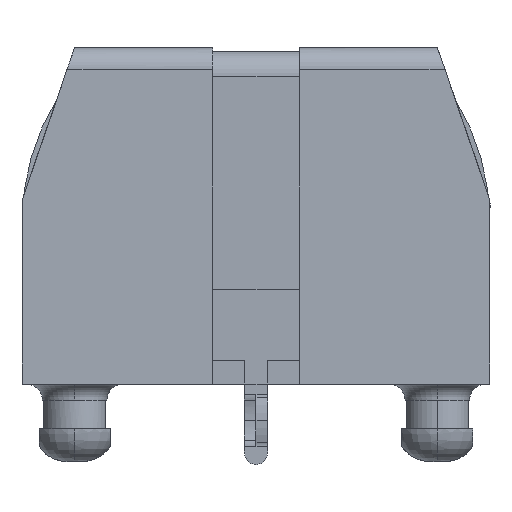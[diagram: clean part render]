
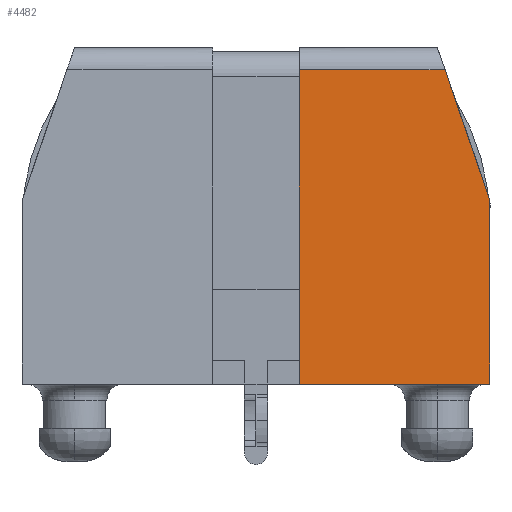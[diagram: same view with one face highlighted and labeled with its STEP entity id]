
A CAD part, left-side view. The second image highlights one B-rep face of the part: STEP entity #4482.
In plain terms, the highlighted face is planar.
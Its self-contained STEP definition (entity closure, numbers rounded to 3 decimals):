
#4025 = VERTEX_POINT('',#4026);
#4026 = CARTESIAN_POINT('',(-38.532,0.,1.905));
#4032 = EDGE_CURVE('',#4033,#4025,#4035,.T.);
#4033 = VERTEX_POINT('',#4034);
#4034 = CARTESIAN_POINT('',(-38.29,13.861,1.905));
#4035 = LINE('',#4036,#4037);
#4036 = CARTESIAN_POINT('',(-38.272,14.859,1.905));
#4037 = VECTOR('',#4038,1.);
#4038 = DIRECTION('',(-0.017,-1.,
    0.));
#4417 = VERTEX_POINT('',#4418);
#4418 = CARTESIAN_POINT('',(-38.532,0.,10.325));
#4424 = EDGE_CURVE('',#4417,#4025,#4425,.T.);
#4425 = LINE('',#4426,#4427);
#4426 = CARTESIAN_POINT('',(-38.532,0.,-10.325));
#4427 = VECTOR('',#4428,1.);
#4428 = DIRECTION('',(0.,-0.,-1.));
#4482 = ADVANCED_FACE('',(#4483),#4509,.F.);
#4483 = FACE_BOUND('',#4484,.T.);
#4484 = EDGE_LOOP('',(#4485,#4486,#4487,#4495,#4503));
#4485 = ORIENTED_EDGE('',*,*,#4032,.T.);
#4486 = ORIENTED_EDGE('',*,*,#4424,.F.);
#4487 = ORIENTED_EDGE('',*,*,#4488,.F.);
#4488 = EDGE_CURVE('',#4489,#4417,#4491,.T.);
#4489 = VERTEX_POINT('',#4490);
#4490 = CARTESIAN_POINT('',(-38.39,8.106,10.325));
#4491 = LINE('',#4492,#4493);
#4492 = CARTESIAN_POINT('',(-38.272,14.859,10.325));
#4493 = VECTOR('',#4494,1.);
#4494 = DIRECTION('',(-0.017,-1.,0.));
#4495 = ORIENTED_EDGE('',*,*,#4496,.F.);
#4496 = EDGE_CURVE('',#4497,#4489,#4499,.T.);
#4497 = VERTEX_POINT('',#4498);
#4498 = CARTESIAN_POINT('',(-38.29,13.861,8.344
    ));
#4499 = LINE('',#4500,#4501);
#4500 = CARTESIAN_POINT('',(-38.373,9.102,
    9.982));
#4501 = VECTOR('',#4502,1.);
#4502 = DIRECTION('',(-0.017,-0.945,0.326
    ));
#4503 = ORIENTED_EDGE('',*,*,#4504,.F.);
#4504 = EDGE_CURVE('',#4033,#4497,#4505,.T.);
#4505 = LINE('',#4506,#4507);
#4506 = CARTESIAN_POINT('',(-38.29,13.861,8.));
#4507 = VECTOR('',#4508,1.);
#4508 = DIRECTION('',(0.,0.,1.));
#4509 = PLANE('',#4510);
#4510 = AXIS2_PLACEMENT_3D('',#4511,#4512,#4513);
#4511 = CARTESIAN_POINT('',(-38.272,14.859,-10.325));
#4512 = DIRECTION('',(1.,-0.017,-0.));
#4513 = DIRECTION('',(-0.017,-1.,0.));
